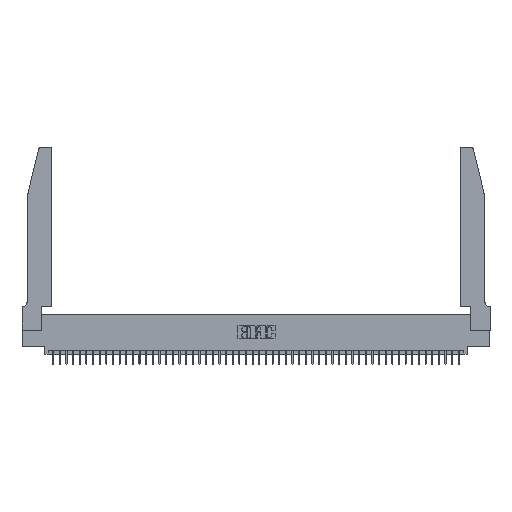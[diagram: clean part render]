
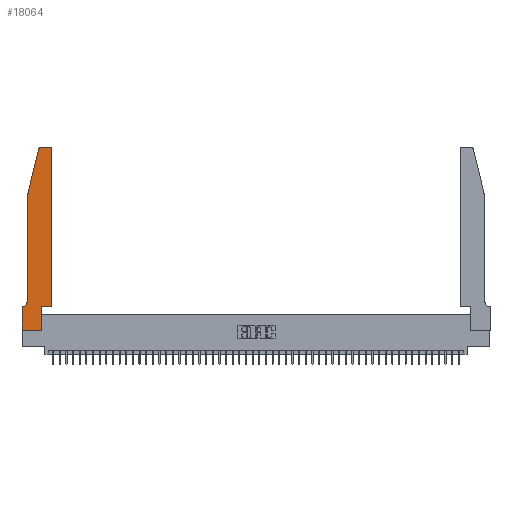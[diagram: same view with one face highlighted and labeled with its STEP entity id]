
A CAD part, top view. The second image highlights one B-rep face of the part: STEP entity #18064.
In plain terms, the highlighted planar face has unit normal (0, 0, 1).
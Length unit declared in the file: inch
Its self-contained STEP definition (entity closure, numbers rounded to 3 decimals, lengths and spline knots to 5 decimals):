
#88 = VECTOR ( 'NONE', #21726, 39.37008 ) ;
#590 = ORIENTED_EDGE ( 'NONE', *, *, #9244, .T. ) ;
#1528 = DIRECTION ( 'NONE',  ( 0., -1., 0. ) ) ;
#1547 = ORIENTED_EDGE ( 'NONE', *, *, #44067, .T. ) ;
#3330 = LINE ( 'NONE', #46893, #7033 ) ;
#3562 = AXIS2_PLACEMENT_3D ( 'NONE', #44918, #17719, #5512 ) ;
#4074 = CARTESIAN_POINT ( 'NONE',  ( 0.0755, 2., 0.37 ) ) ;
#4573 = CARTESIAN_POINT ( 'NONE',  ( 0.0755, 0.42, 0.37 ) ) ;
#5512 = DIRECTION ( 'NONE',  ( 1., 0., 0. ) ) ;
#6908 = CARTESIAN_POINT ( 'NONE',  ( 0.2865, 0.35, 0.37 ) ) ;
#7033 = VECTOR ( 'NONE', #7647, 39.37008 ) ;
#7262 = EDGE_CURVE ( 'NONE', #35972, #26206, #38385, .T. ) ;
#7647 = DIRECTION ( 'NONE',  ( -1., 0., 0. ) ) ;
#8335 = VERTEX_POINT ( 'NONE', #19368 ) ;
#9244 = EDGE_CURVE ( 'NONE', #10145, #18092, #33761, .T. ) ;
#9604 = DIRECTION ( 'NONE',  ( -1., 0., 0. ) ) ;
#9801 = VECTOR ( 'NONE', #33813, 39.37008 ) ;
#9844 = CARTESIAN_POINT ( 'NONE',  ( 0.0755, 0.35, 0.37 ) ) ;
#10145 = VERTEX_POINT ( 'NONE', #44068 ) ;
#10506 = CIRCLE ( 'NONE', #25611, 0.07 ) ;
#11257 = PLANE ( 'NONE',  #29884 ) ;
#11755 = CARTESIAN_POINT ( 'NONE',  ( 0.25487, 2.72718, 0.37 ) ) ;
#13305 = DIRECTION ( 'NONE',  ( 1., 0., 0. ) ) ;
#13615 = EDGE_CURVE ( 'NONE', #43105, #8335, #42543, .T. ) ;
#13792 = VECTOR ( 'NONE', #35722, 39.37008 ) ;
#14260 = CARTESIAN_POINT ( 'NONE',  ( 0.4505, 2.72, 0.37 ) ) ;
#14402 = ORIENTED_EDGE ( 'NONE', *, *, #26147, .T. ) ;
#15386 = DIRECTION ( 'NONE',  ( 1., 0., 0. ) ) ;
#15760 = EDGE_CURVE ( 'NONE', #35859, #10145, #3330, .T. ) ;
#16234 = ORIENTED_EDGE ( 'NONE', *, *, #46641, .T. ) ;
#16575 = ORIENTED_EDGE ( 'NONE', *, *, #31683, .T. ) ;
#17719 = DIRECTION ( 'NONE',  ( 0., 0., 1. ) ) ;
#17800 = VECTOR ( 'NONE', #29313, 39.37008 ) ;
#18064 = ADVANCED_FACE ( 'NONE', ( #20954 ), #11257, .T. ) ;
#18092 = VERTEX_POINT ( 'NONE', #11755 ) ;
#18516 = EDGE_CURVE ( 'NONE', #22110, #46582, #44272, .T. ) ;
#19368 = CARTESIAN_POINT ( 'NONE',  ( 0., 0., 0.37 ) ) ;
#20954 = FACE_OUTER_BOUND ( 'NONE', #21415, .T. ) ;
#21415 = EDGE_LOOP ( 'NONE', ( #28133, #590, #14402, #50507, #47275, #34615, #40743, #16234, #1547, #33314, #46507, #16575 ) ) ;
#21726 = DIRECTION ( 'NONE',  ( -1., 0., 0. ) ) ;
#22110 = VERTEX_POINT ( 'NONE', #34810 ) ;
#22602 = CARTESIAN_POINT ( 'NONE',  ( 0.0755, 2., 0.37 ) ) ;
#23581 = LINE ( 'NONE', #4074, #13792 ) ;
#24058 = VECTOR ( 'NONE', #1528, 39.37008 ) ;
#24119 = CARTESIAN_POINT ( 'NONE',  ( 0.2865, 0., 0.37 ) ) ;
#25611 = AXIS2_PLACEMENT_3D ( 'NONE', #29228, #33212, #9604 ) ;
#26147 = EDGE_CURVE ( 'NONE', #18092, #35972, #23581, .T. ) ;
#26206 = VERTEX_POINT ( 'NONE', #4573 ) ;
#26639 = VECTOR ( 'NONE', #39993, 39.37008 ) ;
#27566 = DIRECTION ( 'NONE',  ( 0., 0., 1. ) ) ;
#28133 = ORIENTED_EDGE ( 'NONE', *, *, #15760, .T. ) ;
#29228 = CARTESIAN_POINT ( 'NONE',  ( 0.0055, 0.42, 0.37 ) ) ;
#29313 = DIRECTION ( 'NONE',  ( 0., 1., 0. ) ) ;
#29884 = AXIS2_PLACEMENT_3D ( 'NONE', #46889, #27566, #15386 ) ;
#30454 = VERTEX_POINT ( 'NONE', #14260 ) ;
#31648 = CARTESIAN_POINT ( 'NONE',  ( 0.0055, 0.35, 0.37 ) ) ;
#31683 = EDGE_CURVE ( 'NONE', #30454, #35859, #36691, .T. ) ;
#32800 = CARTESIAN_POINT ( 'NONE',  ( 0.0755, 2., 0.37 ) ) ;
#33212 = DIRECTION ( 'NONE',  ( 0., 0., -1. ) ) ;
#33314 = ORIENTED_EDGE ( 'NONE', *, *, #18516, .T. ) ;
#33346 = VERTEX_POINT ( 'NONE', #31648 ) ;
#33761 = CIRCLE ( 'NONE', #45788, 0.03 ) ;
#33813 = DIRECTION ( 'NONE',  ( 1., 0., 0. ) ) ;
#34546 = LINE ( 'NONE', #9844, #88 ) ;
#34601 = DIRECTION ( 'NONE',  ( 0., 1., 0. ) ) ;
#34615 = ORIENTED_EDGE ( 'NONE', *, *, #50100, .T. ) ;
#34810 = CARTESIAN_POINT ( 'NONE',  ( 0.2865, 0.35, 0.37 ) ) ;
#35722 = DIRECTION ( 'NONE',  ( -0.239, -0.971, 0. ) ) ;
#35859 = VERTEX_POINT ( 'NONE', #46880 ) ;
#35972 = VERTEX_POINT ( 'NONE', #22602 ) ;
#36691 = CIRCLE ( 'NONE', #3562, 0.03 ) ;
#36741 = CARTESIAN_POINT ( 'NONE',  ( 0.4505, 0.35, 0.37 ) ) ;
#37139 = CARTESIAN_POINT ( 'NONE',  ( 0., 0., 0.37 ) ) ;
#38385 = LINE ( 'NONE', #32800, #26639 ) ;
#38740 = EDGE_CURVE ( 'NONE', #46582, #30454, #50440, .T. ) ;
#39393 = DIRECTION ( 'NONE',  ( 1., 0., 0. ) ) ;
#39993 = DIRECTION ( 'NONE',  ( 0., -1., 0. ) ) ;
#40743 = ORIENTED_EDGE ( 'NONE', *, *, #13615, .T. ) ;
#41051 = CARTESIAN_POINT ( 'NONE',  ( 0., 0.35, 0.37 ) ) ;
#41484 = VERTEX_POINT ( 'NONE', #24119 ) ;
#41631 = VECTOR ( 'NONE', #39393, 39.37008 ) ;
#42543 = LINE ( 'NONE', #37139, #24058 ) ;
#43105 = VERTEX_POINT ( 'NONE', #41051 ) ;
#44028 = CARTESIAN_POINT ( 'NONE',  ( 0.4505, 0.35, 0.37 ) ) ;
#44067 = EDGE_CURVE ( 'NONE', #41484, #22110, #48111, .T. ) ;
#44068 = CARTESIAN_POINT ( 'NONE',  ( 0.284, 2.75, 0.37 ) ) ;
#44272 = LINE ( 'NONE', #49113, #9801 ) ;
#44406 = VECTOR ( 'NONE', #34601, 39.37008 ) ;
#44633 = DIRECTION ( 'NONE',  ( 0., 0., 1. ) ) ;
#44918 = CARTESIAN_POINT ( 'NONE',  ( 0.4205, 2.72, 0.37 ) ) ;
#45788 = AXIS2_PLACEMENT_3D ( 'NONE', #48253, #44633, #13305 ) ;
#46507 = ORIENTED_EDGE ( 'NONE', *, *, #38740, .T. ) ;
#46582 = VERTEX_POINT ( 'NONE', #44028 ) ;
#46641 = EDGE_CURVE ( 'NONE', #8335, #41484, #47163, .T. ) ;
#46880 = CARTESIAN_POINT ( 'NONE',  ( 0.4205, 2.75, 0.37 ) ) ;
#46889 = CARTESIAN_POINT ( 'NONE',  ( 0., 0.35, 0.37 ) ) ;
#46893 = CARTESIAN_POINT ( 'NONE',  ( 0.2605, 2.75, 0.37 ) ) ;
#47163 = LINE ( 'NONE', #47838, #41631 ) ;
#47275 = ORIENTED_EDGE ( 'NONE', *, *, #50402, .T. ) ;
#47838 = CARTESIAN_POINT ( 'NONE',  ( 0., 0., 0.37 ) ) ;
#48111 = LINE ( 'NONE', #6908, #44406 ) ;
#48253 = CARTESIAN_POINT ( 'NONE',  ( 0.284, 2.72, 0.37 ) ) ;
#49113 = CARTESIAN_POINT ( 'NONE',  ( 0.4505, 0.35, 0.37 ) ) ;
#50100 = EDGE_CURVE ( 'NONE', #33346, #43105, #34546, .T. ) ;
#50402 = EDGE_CURVE ( 'NONE', #26206, #33346, #10506, .T. ) ;
#50440 = LINE ( 'NONE', #36741, #17800 ) ;
#50507 = ORIENTED_EDGE ( 'NONE', *, *, #7262, .T. ) ;
